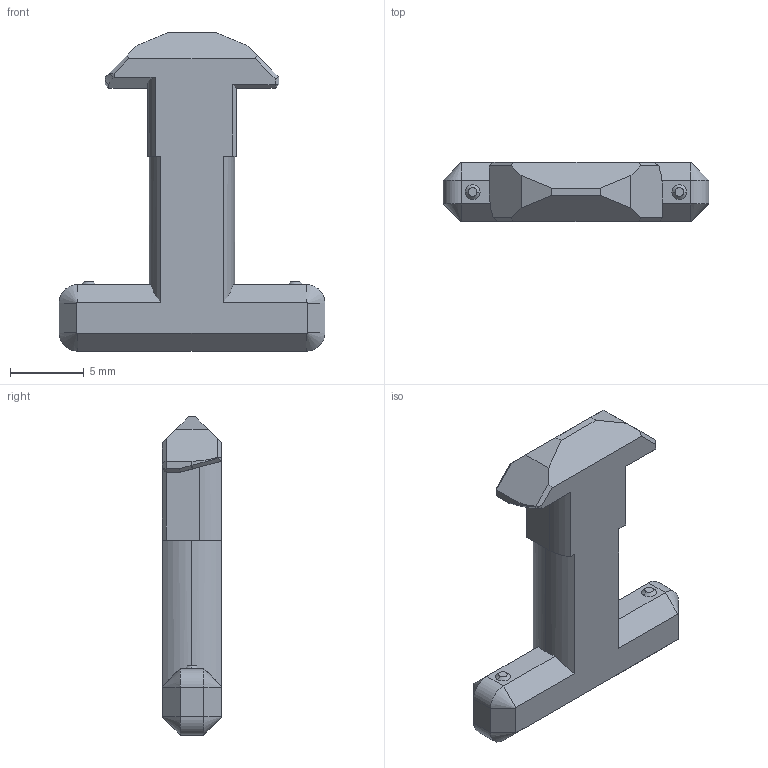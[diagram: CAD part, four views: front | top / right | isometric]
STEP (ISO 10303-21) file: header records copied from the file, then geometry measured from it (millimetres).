
FILE_DESCRIPTION (( 'STEP AP203' ), '1' );
FILE_NAME ('key_asymmetric 8.STEP', '2020-09-18T18:57:18', ( '' ), ( '' ), 'SwSTEP 2.0', 'SolidWorks 2019', '' );
FILE_SCHEMA (( 'CONFIG_CONTROL_DESIGN' ));
Length unit declared in the file: millimetre
Products named in the file (1): key_asymmetric 8
Bounding box: 18 x 4 x 21.55 mm (x, y, z)
Volume: 670.8 mm3; surface area: 622.2 mm2
Topology: 1 solids, 1 shells, 83 faces, 205 edges, 126 vertices
Faces by surface type: plane 56, cone 12, cylinder 11, bspline 4
Entity records: 2685 total; most frequent: CARTESIAN_POINT 715, ORIENTED_EDGE 410, DIRECTION 361, EDGE_CURVE 205, LINE 153, VECTOR 153, VERTEX_POINT 126, AXIS2_PLACEMENT_3D 104
